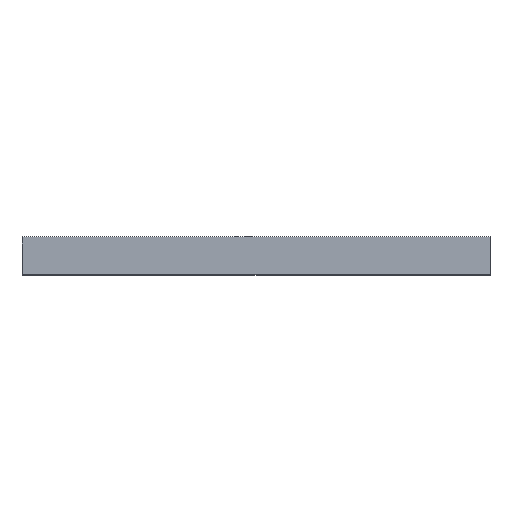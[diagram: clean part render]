
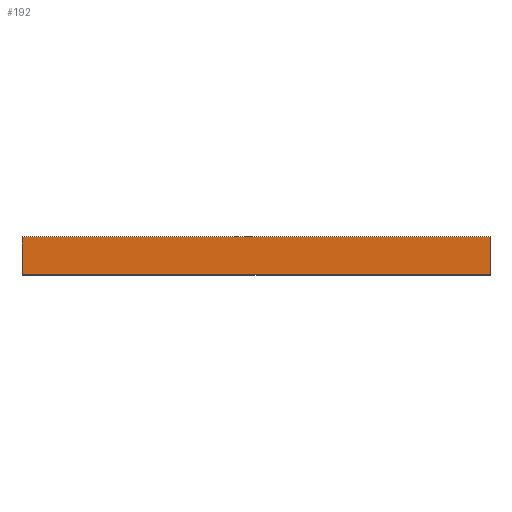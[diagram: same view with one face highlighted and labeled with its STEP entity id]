
A CAD part, top view. The second image highlights one B-rep face of the part: STEP entity #192.
In plain terms, the highlighted planar face has unit normal (0, 0, 1).
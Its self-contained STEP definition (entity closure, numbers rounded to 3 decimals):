
#24=FACE_OUTER_BOUND('',#35,.T.);
#35=EDGE_LOOP('',(#159,#160,#161,#162));
#54=LINE('',#298,#78);
#59=LINE('',#308,#83);
#60=LINE('',#311,#84);
#61=LINE('',#312,#85);
#78=VECTOR('',#246,10.);
#83=VECTOR('',#255,10.);
#84=VECTOR('',#258,10.);
#85=VECTOR('',#259,10.);
#96=VERTEX_POINT('',#292);
#98=VERTEX_POINT('',#296);
#101=VERTEX_POINT('',#306);
#102=VERTEX_POINT('',#310);
#118=EDGE_CURVE('',#96,#98,#54,.T.);
#123=EDGE_CURVE('',#98,#101,#59,.T.);
#124=EDGE_CURVE('',#102,#101,#60,.T.);
#125=EDGE_CURVE('',#96,#102,#61,.T.);
#159=ORIENTED_EDGE('',*,*,#118,.T.);
#160=ORIENTED_EDGE('',*,*,#123,.T.);
#161=ORIENTED_EDGE('',*,*,#124,.F.);
#162=ORIENTED_EDGE('',*,*,#125,.F.);
#182=PLANE('',#216);
#192=ADVANCED_FACE('',(#24),#182,.T.);
#216=AXIS2_PLACEMENT_3D('',#309,#256,#257);
#246=DIRECTION('',(1.,0.,0.));
#255=DIRECTION('',(0.,1.,0.));
#256=DIRECTION('center_axis',(0.,0.,1.));
#257=DIRECTION('ref_axis',(1.,0.,0.));
#258=DIRECTION('',(1.,0.,0.));
#259=DIRECTION('',(0.,1.,0.));
#292=CARTESIAN_POINT('',(-12.55,0.,12.55));
#296=CARTESIAN_POINT('',(12.55,0.,12.55));
#298=CARTESIAN_POINT('',(-12.55,0.,12.55));
#306=CARTESIAN_POINT('',(12.55,2.,12.55));
#308=CARTESIAN_POINT('',(12.55,0.,12.55));
#309=CARTESIAN_POINT('Origin',(-12.55,0.,12.55));
#310=CARTESIAN_POINT('',(-12.55,2.,12.55));
#311=CARTESIAN_POINT('',(-12.55,2.,12.55));
#312=CARTESIAN_POINT('',(-12.55,0.,12.55));
